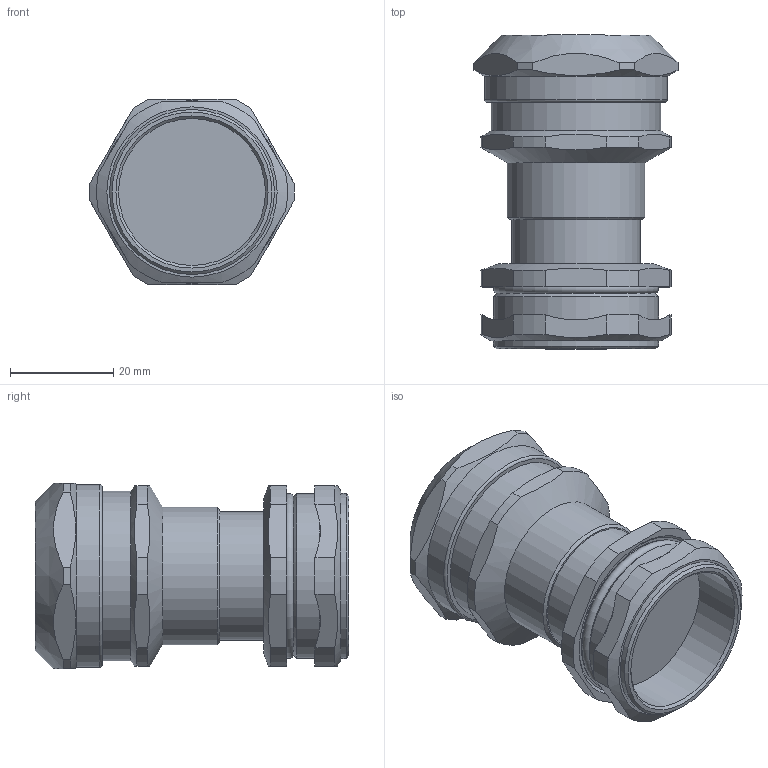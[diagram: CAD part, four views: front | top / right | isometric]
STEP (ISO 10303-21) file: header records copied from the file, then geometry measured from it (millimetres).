
FILE_DESCRIPTION(/* description */ ('','CAx-IF Rec.Pracs.---Representation and Presentation of Product Manufacturing Information (PMI)---4.0---2014-10-13'),/* implementation_level */ '2;1');
FILE_NAME(/* name */ 'ЗЭТАРУС ВК-M32-16-МР20.stp',/* time_stamp */ '2022-11-16T08:22:01+07:00',/* author */ ('zeta-09'),/* organization */ (''),/* preprocessor_version */ 'ST-DEVELOPER v18.1',/* originating_system */ 'Autodesk Inventor 2021',/* authorisation */ '');
FILE_SCHEMA (('AP242_MANAGED_MODEL_BASED_3D_ENGINEERING_MIM_LF { 1 0 10303 442 1 1 4 }'));
Length unit declared in the file: millimetre
Products named in the file (1): Деталь1
Bounding box: 39.57 x 60.83 x 36 mm (x, y, z)
Volume: 41407.7 mm3; surface area: 11844.7 mm2
Topology: 1 solids, 3 shells, 89 faces, 217 edges, 141 vertices
Faces by surface type: plane 43, cylinder 26, cone 17, torus 3
Full cylindrical faces by diameter (mm): 25 x1, 26.5 x1, 26.6 x1, 28.5 x1, 32 x2, 32.8 x1, 35.5 x1
Entity records: 2801 total; most frequent: CARTESIAN_POINT 589, DIRECTION 443, ORIENTED_EDGE 432, EDGE_CURVE 217, AXIS2_PLACEMENT_3D 185, VERTEX_POINT 141, EDGE_LOOP 98, STYLED_ITEM 89
